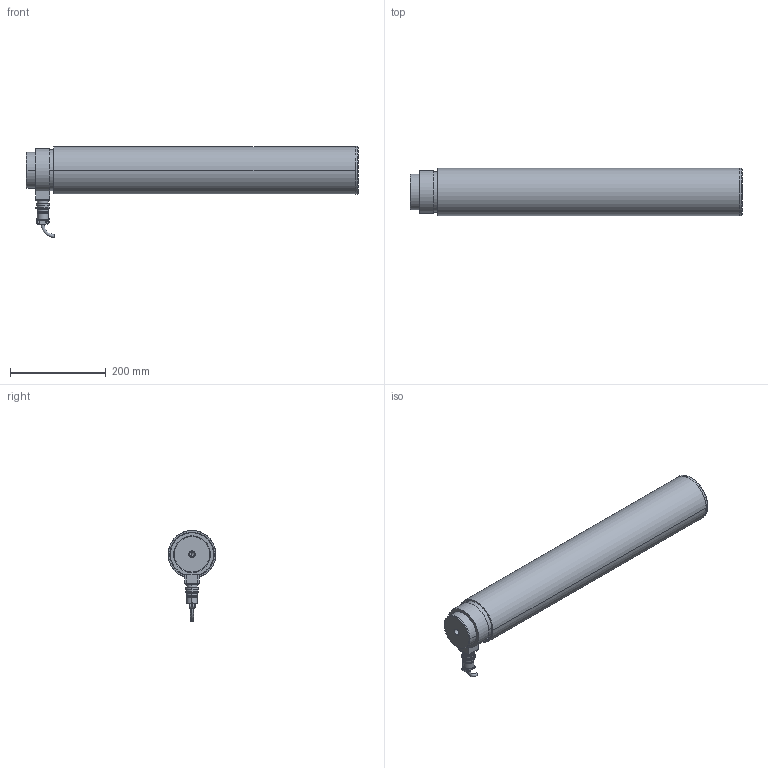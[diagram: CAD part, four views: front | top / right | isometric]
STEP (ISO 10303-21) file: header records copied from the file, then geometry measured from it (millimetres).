
FILE_DESCRIPTION((''),'2;1');
FILE_NAME('47862.stp','2007-09-21T10:16:27',(''),(''),'Mechanical Desktop 2007','Mechanical Desktop 2007',', , ');
FILE_SCHEMA(('CONFIG_CONTROL_DESIGN'));
Length unit declared in the file: millimetre
Products named in the file (21): R47862; R4767404; TEIL1AAA; R47849; TEIL1AA; R47866; TEIL1AAAA; R47867; TEIL1; R47864; TEIL1A; L49026; TEIL1AAAAA; FLANSCHDOSE_14S-2P_4-POLIG; FLANSCHDOSE_14S-2P_4-POLIGA; LAMELLENSTOPFEN_D100A; LAMELLENSTOPFEN_D100; NUTMUTTER_M50X1_5; NUTMUTTER_M50X1_5A; RILLENKUGELLAGER_6210A; RILLENKUGELLAGER_6210
Assembly tree (21 placements, depth 3):
  R47862
    R4767404
      TEIL1AAA
    R47849
      TEIL1AA
    R47866
      TEIL1AAAA
    R47867
      TEIL1
    R47864
      TEIL1A
    L49026
      TEIL1AAAAA
    FLANSCHDOSE_14S-2P_4-POLIG
      FLANSCHDOSE_14S-2P_4-POLIGA
    LAMELLENSTOPFEN_D100A
      LAMELLENSTOPFEN_D100
    NUTMUTTER_M50X1_5
      NUTMUTTER_M50X1_5A
    RILLENKUGELLAGER_6210A  x2
      RILLENKUGELLAGER_6210
Bounding box: 694 x 100 x 190.65 mm (x, y, z)
Volume: 2295504.9 mm3; surface area: 644177.5 mm2
Topology: 11 solids, 11 shells, 352 faces, 883 edges, 635 vertices
Faces by surface type: cylinder 158, plane 106, cone 52, torus 20, bspline 16
Entity records: 11513 total; most frequent: CARTESIAN_POINT 2810, DIRECTION 1943, ORIENTED_EDGE 1578, EDGE_CURVE 789, AXIS2_PLACEMENT_3D 784, VERTEX_POINT 511, CIRCLE 440, EDGE_LOOP 418
